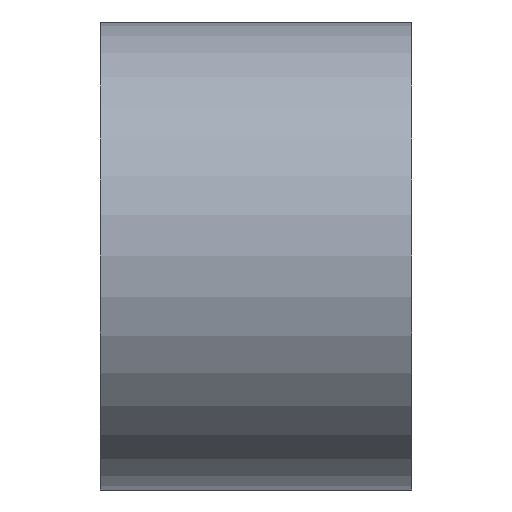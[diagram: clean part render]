
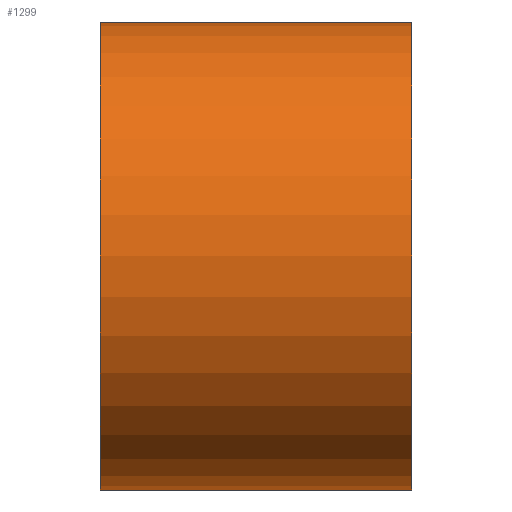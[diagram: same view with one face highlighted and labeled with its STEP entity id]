
A CAD part, left-side view. The second image highlights one B-rep face of the part: STEP entity #1299.
In plain terms, the highlighted cylindrical face has radius 4.763 mm (diameter 9.525 mm), a partial arc.
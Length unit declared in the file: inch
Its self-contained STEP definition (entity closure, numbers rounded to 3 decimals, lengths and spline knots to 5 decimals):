
#12 = CIRCLE ( 'NONE', #572, 0.1875 ) ;
#29 = EDGE_LOOP ( 'NONE', ( #1413, #248, #1444, #293 ) ) ;
#57 = FACE_OUTER_BOUND ( 'NONE', #29, .T. ) ;
#235 = LINE ( 'NONE', #1583, #506 ) ;
#248 = ORIENTED_EDGE ( 'NONE', *, *, #1428, .F. ) ;
#266 = DIRECTION ( 'NONE',  ( 0., 1., 0. ) ) ;
#281 = AXIS2_PLACEMENT_3D ( 'NONE', #290, #654, #1555 ) ;
#290 = CARTESIAN_POINT ( 'NONE',  ( -3.465, 0.25, 0. ) ) ;
#293 = ORIENTED_EDGE ( 'NONE', *, *, #1459, .T. ) ;
#506 = VECTOR ( 'NONE', #815, 39.37008 ) ;
#551 = CARTESIAN_POINT ( 'NONE',  ( -3.465, 0.25, -0.1875 ) ) ;
#563 = AXIS2_PLACEMENT_3D ( 'NONE', #1077, #266, #882 ) ;
#572 = AXIS2_PLACEMENT_3D ( 'NONE', #1454, #676, #1576 ) ;
#620 = CYLINDRICAL_SURFACE ( 'NONE', #281, 0.1875 ) ;
#654 = DIRECTION ( 'NONE',  ( 0., -1., 0. ) ) ;
#660 = CARTESIAN_POINT ( 'NONE',  ( -3.465, 0.25, -0.1875 ) ) ;
#676 = DIRECTION ( 'NONE',  ( 0., 1., 0. ) ) ;
#771 = CARTESIAN_POINT ( 'NONE',  ( -3.465, 0., -0.1875 ) ) ;
#815 = DIRECTION ( 'NONE',  ( 0., -1., 0. ) ) ;
#882 = DIRECTION ( 'NONE',  ( 0., 0., 1. ) ) ;
#930 = CARTESIAN_POINT ( 'NONE',  ( -3.465, 0., 0.1875 ) ) ;
#1077 = CARTESIAN_POINT ( 'NONE',  ( -3.465, 0.25, 0. ) ) ;
#1113 = VECTOR ( 'NONE', #1410, 39.37008 ) ;
#1191 = VERTEX_POINT ( 'NONE', #1411 ) ;
#1233 = CIRCLE ( 'NONE', #563, 0.1875 ) ;
#1262 = VERTEX_POINT ( 'NONE', #771 ) ;
#1299 = ADVANCED_FACE ( 'NONE', ( #57 ), #620, .T. ) ;
#1318 = VERTEX_POINT ( 'NONE', #660 ) ;
#1370 = VERTEX_POINT ( 'NONE', #930 ) ;
#1390 = EDGE_CURVE ( 'NONE', #1262, #1370, #12, .T. ) ;
#1410 = DIRECTION ( 'NONE',  ( 0., -1., 0. ) ) ;
#1411 = CARTESIAN_POINT ( 'NONE',  ( -3.465, 0.25, 0.1875 ) ) ;
#1413 = ORIENTED_EDGE ( 'NONE', *, *, #1390, .T. ) ;
#1428 = EDGE_CURVE ( 'NONE', #1191, #1370, #235, .T. ) ;
#1440 = EDGE_CURVE ( 'NONE', #1318, #1191, #1233, .T. ) ;
#1444 = ORIENTED_EDGE ( 'NONE', *, *, #1440, .F. ) ;
#1454 = CARTESIAN_POINT ( 'NONE',  ( -3.465, 0., 0. ) ) ;
#1458 = LINE ( 'NONE', #551, #1113 ) ;
#1459 = EDGE_CURVE ( 'NONE', #1318, #1262, #1458, .T. ) ;
#1555 = DIRECTION ( 'NONE',  ( 0., 0., -1. ) ) ;
#1576 = DIRECTION ( 'NONE',  ( 0., 0., 1. ) ) ;
#1583 = CARTESIAN_POINT ( 'NONE',  ( -3.465, 0.25, 0.1875 ) ) ;
